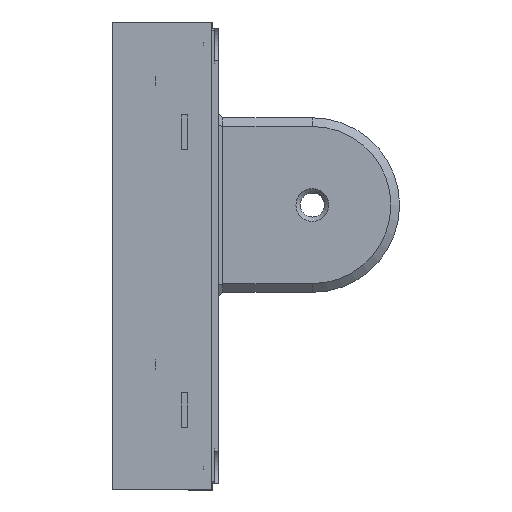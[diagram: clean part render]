
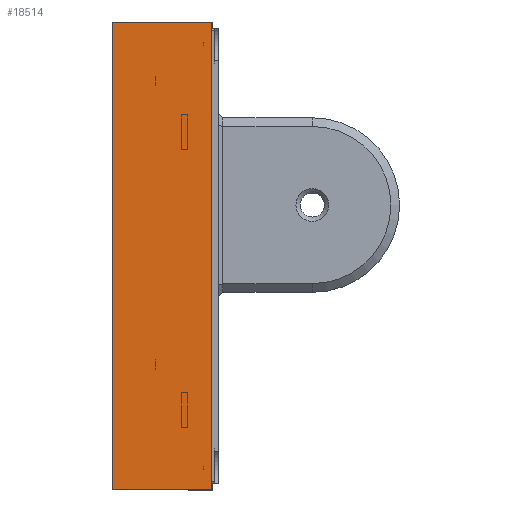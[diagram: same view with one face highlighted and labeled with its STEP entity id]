
A CAD part, left-side view. The second image highlights one B-rep face of the part: STEP entity #18514.
In plain terms, the highlighted face is planar.
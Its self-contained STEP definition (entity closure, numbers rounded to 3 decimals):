
#1788=FACE_OUTER_BOUND('',#2888,.T.);
#2888=EDGE_LOOP('',(#12987,#12988,#12989,#12990));
#4075=LINE('',#25796,#5922);
#4212=LINE('',#26215,#6059);
#4215=LINE('',#26221,#6062);
#4216=LINE('',#26222,#6063);
#5922=VECTOR('',#21193,1072.5);
#6059=VECTOR('',#21650,107.25);
#6062=VECTOR('',#21657,228.);
#6063=VECTOR('',#21658,228.);
#7724=VERTEX_POINT('',#25789);
#7727=VERTEX_POINT('',#25794);
#7848=VERTEX_POINT('',#26212);
#7849=VERTEX_POINT('',#26214);
#9585=EDGE_CURVE('',#7727,#7724,#4075,.T.);
#9791=EDGE_CURVE('',#7848,#7849,#4212,.T.);
#9794=EDGE_CURVE('',#7848,#7724,#4215,.T.);
#9795=EDGE_CURVE('',#7849,#7727,#4216,.T.);
#12987=ORIENTED_EDGE('',*,*,#9791,.F.);
#12988=ORIENTED_EDGE('',*,*,#9794,.T.);
#12989=ORIENTED_EDGE('',*,*,#9585,.F.);
#12990=ORIENTED_EDGE('',*,*,#9795,.F.);
#17909=PLANE('',#19734);
#18514=ADVANCED_FACE('',(#1788),#17909,.T.);
#19734=AXIS2_PLACEMENT_3D('',#26220,#21655,#21656);
#21193=DIRECTION('',(0.,1.,0.));
#21650=DIRECTION('',(0.,-1.,0.));
#21655=DIRECTION('center_axis',(1.,0.,0.));
#21656=DIRECTION('ref_axis',(0.,1.,0.));
#21657=DIRECTION('',(0.,0.,1.));
#21658=DIRECTION('',(0.,0.,1.));
#25789=CARTESIAN_POINT('',(96.9,107.25,-84.45));
#25794=CARTESIAN_POINT('',(96.9,0.,-84.45));
#25796=CARTESIAN_POINT('',(96.9,-965.25,-84.45));
#26212=CARTESIAN_POINT('',(96.9,107.25,-107.25));
#26214=CARTESIAN_POINT('',(96.9,0.,-107.25));
#26215=CARTESIAN_POINT('',(96.9,107.25,-107.25));
#26220=CARTESIAN_POINT('Origin',(96.9,0.,-107.25));
#26221=CARTESIAN_POINT('',(96.9,107.25,-107.25));
#26222=CARTESIAN_POINT('',(96.9,0.,-107.25));
